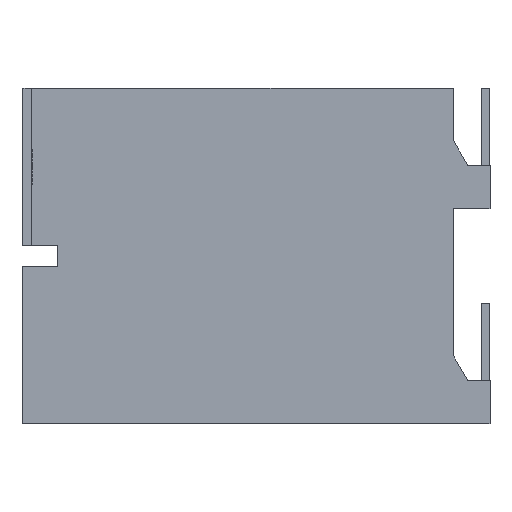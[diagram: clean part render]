
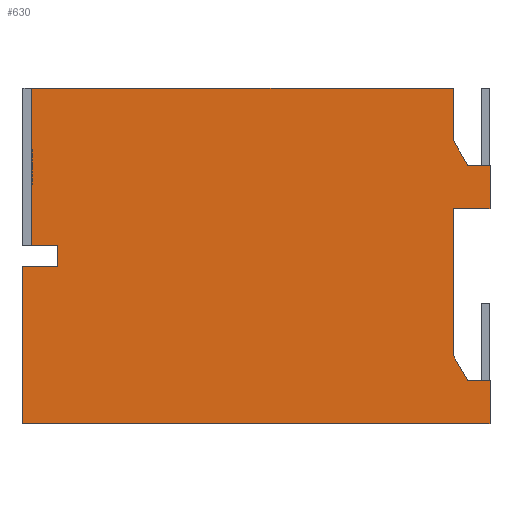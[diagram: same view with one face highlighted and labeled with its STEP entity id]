
A CAD part, left-side view. The second image highlights one B-rep face of the part: STEP entity #630.
In plain terms, the highlighted planar face has unit normal (-1, 0, 0).
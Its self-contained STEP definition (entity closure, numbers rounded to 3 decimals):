
#40=FACE_OUTER_BOUND('',#74,.T.);
#74=EDGE_LOOP('',(#464,#465,#466,#467,#468,#469,#470,#471,#472,#473,#474,
#475,#476,#477,#478,#479));
#102=LINE('',#866,#186);
#110=LINE('',#881,#194);
#114=LINE('',#891,#198);
#121=LINE('',#904,#205);
#136=LINE('',#934,#220);
#138=LINE('',#938,#222);
#139=LINE('',#939,#223);
#140=LINE('',#941,#224);
#141=LINE('',#943,#225);
#142=LINE('',#945,#226);
#143=LINE('',#947,#227);
#144=LINE('',#949,#228);
#145=LINE('',#951,#229);
#146=LINE('',#953,#230);
#147=LINE('',#955,#231);
#148=LINE('',#956,#232);
#186=VECTOR('',#702,1.);
#194=VECTOR('',#714,1.);
#198=VECTOR('',#720,1.);
#205=VECTOR('',#731,1.);
#220=VECTOR('',#750,1.);
#222=VECTOR('',#754,1.);
#223=VECTOR('',#755,1.);
#224=VECTOR('',#756,1.);
#225=VECTOR('',#757,1.);
#226=VECTOR('',#758,1.);
#227=VECTOR('',#759,1.);
#228=VECTOR('',#760,1.);
#229=VECTOR('',#761,1.);
#230=VECTOR('',#762,1.);
#231=VECTOR('',#763,1.);
#232=VECTOR('',#764,1.);
#270=VERTEX_POINT('',#863);
#271=VERTEX_POINT('',#865);
#276=VERTEX_POINT('',#879);
#280=VERTEX_POINT('',#888);
#281=VERTEX_POINT('',#890);
#285=VERTEX_POINT('',#902);
#298=VERTEX_POINT('',#933);
#299=VERTEX_POINT('',#937);
#300=VERTEX_POINT('',#940);
#301=VERTEX_POINT('',#942);
#302=VERTEX_POINT('',#944);
#303=VERTEX_POINT('',#946);
#304=VERTEX_POINT('',#948);
#305=VERTEX_POINT('',#950);
#306=VERTEX_POINT('',#952);
#307=VERTEX_POINT('',#954);
#330=EDGE_CURVE('',#270,#271,#102,.T.);
#338=EDGE_CURVE('',#270,#276,#110,.T.);
#342=EDGE_CURVE('',#280,#281,#114,.T.);
#349=EDGE_CURVE('',#285,#280,#121,.T.);
#364=EDGE_CURVE('',#298,#281,#136,.T.);
#366=EDGE_CURVE('',#285,#299,#138,.T.);
#367=EDGE_CURVE('',#299,#271,#139,.T.);
#368=EDGE_CURVE('',#276,#300,#140,.T.);
#369=EDGE_CURVE('',#301,#300,#141,.T.);
#370=EDGE_CURVE('',#302,#301,#142,.T.);
#371=EDGE_CURVE('',#303,#302,#143,.T.);
#372=EDGE_CURVE('',#304,#303,#144,.T.);
#373=EDGE_CURVE('',#305,#304,#145,.T.);
#374=EDGE_CURVE('',#306,#305,#146,.T.);
#375=EDGE_CURVE('',#306,#307,#147,.T.);
#376=EDGE_CURVE('',#307,#298,#148,.T.);
#464=ORIENTED_EDGE('',*,*,#364,.T.);
#465=ORIENTED_EDGE('',*,*,#342,.F.);
#466=ORIENTED_EDGE('',*,*,#349,.F.);
#467=ORIENTED_EDGE('',*,*,#366,.T.);
#468=ORIENTED_EDGE('',*,*,#367,.T.);
#469=ORIENTED_EDGE('',*,*,#330,.F.);
#470=ORIENTED_EDGE('',*,*,#338,.T.);
#471=ORIENTED_EDGE('',*,*,#368,.T.);
#472=ORIENTED_EDGE('',*,*,#369,.F.);
#473=ORIENTED_EDGE('',*,*,#370,.F.);
#474=ORIENTED_EDGE('',*,*,#371,.F.);
#475=ORIENTED_EDGE('',*,*,#372,.F.);
#476=ORIENTED_EDGE('',*,*,#373,.F.);
#477=ORIENTED_EDGE('',*,*,#374,.F.);
#478=ORIENTED_EDGE('',*,*,#375,.T.);
#479=ORIENTED_EDGE('',*,*,#376,.T.);
#596=PLANE('',#666);
#630=ADVANCED_FACE('',(#40),#596,.F.);
#666=AXIS2_PLACEMENT_3D('',#936,#752,#753);
#702=DIRECTION('',(0.,-1.,0.));
#714=DIRECTION('',(0.,0.,-1.));
#720=DIRECTION('',(0.,-1.,0.));
#731=DIRECTION('',(0.,0.,1.));
#750=DIRECTION('',(0.,0.,1.));
#752=DIRECTION('center_axis',(1.,0.,0.));
#753=DIRECTION('ref_axis',(0.,-1.,0.));
#754=DIRECTION('',(0.,-1.,0.));
#755=DIRECTION('',(0.,0.,-1.));
#756=DIRECTION('',(0.,-1.,0.));
#757=DIRECTION('',(0.,0.,-1.));
#758=DIRECTION('',(0.,-1.,0.));
#759=DIRECTION('',(0.,-0.5,-0.866));
#760=DIRECTION('',(0.,0.,-1.));
#761=DIRECTION('',(0.,1.,0.));
#762=DIRECTION('',(0.,0.,-1.));
#763=DIRECTION('',(0.,1.,0.));
#764=DIRECTION('',(0.,0.5,0.866));
#863=CARTESIAN_POINT('',(-13.798,90.682,49.746));
#865=CARTESIAN_POINT('',(-13.798,82.682,49.746));
#866=CARTESIAN_POINT('',(-13.798,84.682,49.746));
#879=CARTESIAN_POINT('',(-13.798,90.682,13.246));
#881=CARTESIAN_POINT('',(-13.798,90.682,52.246));
#888=CARTESIAN_POINT('',(-13.798,88.682,91.246));
#890=CARTESIAN_POINT('',(-13.798,-9.318,91.246));
#891=CARTESIAN_POINT('',(-13.798,39.682,91.246));
#902=CARTESIAN_POINT('',(-13.798,88.682,54.746));
#904=CARTESIAN_POINT('',(-13.798,88.682,61.371));
#933=CARTESIAN_POINT('',(-13.798,-9.318,79.046));
#934=CARTESIAN_POINT('',(-13.798,-9.318,84.146));
#936=CARTESIAN_POINT('Origin',(-13.798,88.682,52.246));
#937=CARTESIAN_POINT('',(-13.798,82.682,54.746));
#938=CARTESIAN_POINT('',(-13.798,84.682,54.746));
#939=CARTESIAN_POINT('',(-13.798,82.682,52.246));
#940=CARTESIAN_POINT('',(-13.798,-17.818,13.246));
#941=CARTESIAN_POINT('',(-13.798,36.432,13.246));
#942=CARTESIAN_POINT('',(-13.798,-17.818,23.246));
#943=CARTESIAN_POINT('',(-13.798,-17.818,37.746));
#944=CARTESIAN_POINT('',(-13.798,-12.662,23.246));
#945=CARTESIAN_POINT('',(-13.798,37.432,23.246));
#946=CARTESIAN_POINT('',(-13.798,-9.318,29.046));
#947=CARTESIAN_POINT('',(-13.798,-10.702,26.646));
#948=CARTESIAN_POINT('',(-13.798,-9.318,63.246));
#949=CARTESIAN_POINT('',(-13.798,-9.318,44.646));
#950=CARTESIAN_POINT('',(-13.798,-17.818,63.246));
#951=CARTESIAN_POINT('',(-13.798,-13.068,63.246));
#952=CARTESIAN_POINT('',(-13.798,-17.818,73.246));
#953=CARTESIAN_POINT('',(-13.798,-17.818,37.746));
#954=CARTESIAN_POINT('',(-13.798,-12.662,73.246));
#955=CARTESIAN_POINT('',(-13.798,37.432,73.246));
#956=CARTESIAN_POINT('',(-13.798,-10.702,76.646));
